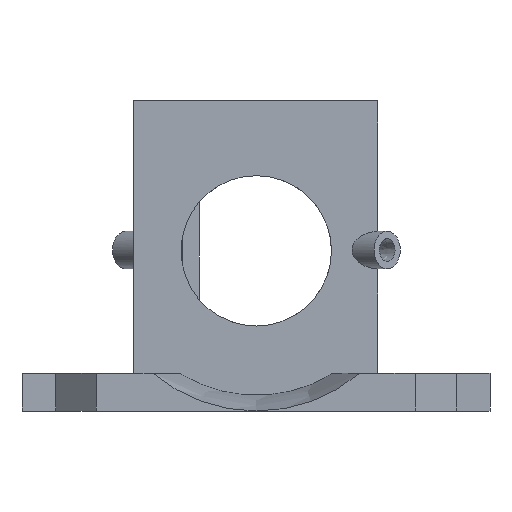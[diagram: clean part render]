
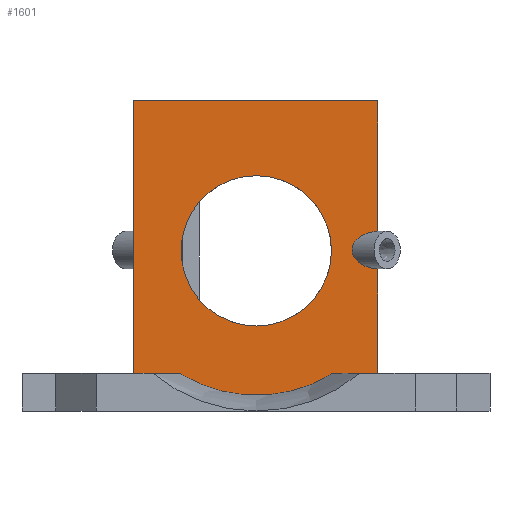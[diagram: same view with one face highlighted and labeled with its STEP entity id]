
A CAD part, front view. The second image highlights one B-rep face of the part: STEP entity #1601.
In plain terms, the highlighted planar face has unit normal (0, -1, 0).
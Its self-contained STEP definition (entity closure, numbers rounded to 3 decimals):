
#33=FACE_BOUND('',#180,.T.);
#63=CIRCLE('',#1715,15.38);
#64=CIRCLE('',#1718,8.);
#95=FACE_OUTER_BOUND('',#179,.T.);
#179=EDGE_LOOP('',(#1071,#1072,#1073,#1074,#1075,#1076,#1077,#1078,#1079,
#1080,#1081,#1082,#1083));
#180=EDGE_LOOP('',(#1084));
#275=LINE('',#2318,#448);
#278=LINE('',#2330,#451);
#281=LINE('',#2349,#454);
#282=LINE('',#2353,#455);
#283=LINE('',#2355,#456);
#284=LINE('',#2359,#457);
#285=LINE('',#2361,#458);
#286=LINE('',#2367,#459);
#287=LINE('',#2369,#460);
#288=LINE('',#2370,#461);
#448=VECTOR('',#1856,10.);
#451=VECTOR('',#1867,10.);
#454=VECTOR('',#1880,10.);
#455=VECTOR('',#1885,10.);
#456=VECTOR('',#1886,10.);
#457=VECTOR('',#1889,10.);
#458=VECTOR('',#1890,10.);
#459=VECTOR('',#1895,10.);
#460=VECTOR('',#1896,10.);
#461=VECTOR('',#1897,10.);
#619=ELLIPSE('',#1716,2.884,2.);
#620=ELLIPSE('',#1717,2.884,2.);
#649=VERTEX_POINT('',#2315);
#650=VERTEX_POINT('',#2317);
#654=VERTEX_POINT('',#2328);
#655=VERTEX_POINT('',#2329);
#661=VERTEX_POINT('',#2352);
#662=VERTEX_POINT('',#2354);
#663=VERTEX_POINT('',#2356);
#664=VERTEX_POINT('',#2358);
#665=VERTEX_POINT('',#2360);
#666=VERTEX_POINT('',#2362);
#667=VERTEX_POINT('',#2364);
#668=VERTEX_POINT('',#2366);
#669=VERTEX_POINT('',#2368);
#670=VERTEX_POINT('',#2371);
#807=EDGE_CURVE('',#650,#649,#275,.T.);
#812=EDGE_CURVE('',#654,#655,#278,.T.);
#821=EDGE_CURVE('',#649,#654,#281,.T.);
#823=EDGE_CURVE('',#661,#655,#282,.T.);
#824=EDGE_CURVE('',#662,#661,#283,.T.);
#825=EDGE_CURVE('',#663,#662,#63,.T.);
#826=EDGE_CURVE('',#664,#663,#284,.T.);
#827=EDGE_CURVE('',#664,#665,#285,.T.);
#828=EDGE_CURVE('',#665,#666,#619,.T.);
#829=EDGE_CURVE('',#666,#667,#620,.T.);
#830=EDGE_CURVE('',#667,#668,#286,.T.);
#831=EDGE_CURVE('',#669,#668,#287,.T.);
#832=EDGE_CURVE('',#650,#669,#288,.T.);
#833=EDGE_CURVE('',#670,#670,#64,.T.);
#1071=ORIENTED_EDGE('',*,*,#807,.T.);
#1072=ORIENTED_EDGE('',*,*,#821,.T.);
#1073=ORIENTED_EDGE('',*,*,#812,.T.);
#1074=ORIENTED_EDGE('',*,*,#823,.F.);
#1075=ORIENTED_EDGE('',*,*,#824,.F.);
#1076=ORIENTED_EDGE('',*,*,#825,.F.);
#1077=ORIENTED_EDGE('',*,*,#826,.F.);
#1078=ORIENTED_EDGE('',*,*,#827,.T.);
#1079=ORIENTED_EDGE('',*,*,#828,.T.);
#1080=ORIENTED_EDGE('',*,*,#829,.T.);
#1081=ORIENTED_EDGE('',*,*,#830,.T.);
#1082=ORIENTED_EDGE('',*,*,#831,.F.);
#1083=ORIENTED_EDGE('',*,*,#832,.F.);
#1084=ORIENTED_EDGE('',*,*,#833,.T.);
#1534=PLANE('',#1714);
#1601=ADVANCED_FACE('',(#95,#33),#1534,.T.);
#1714=AXIS2_PLACEMENT_3D('',#2351,#1883,#1884);
#1715=AXIS2_PLACEMENT_3D('',#2357,#1887,#1888);
#1716=AXIS2_PLACEMENT_3D('',#2363,#1891,#1892);
#1717=AXIS2_PLACEMENT_3D('',#2365,#1893,#1894);
#1718=AXIS2_PLACEMENT_3D('',#2372,#1898,#1899);
#1856=DIRECTION('',(0.99,0.,-0.139));
#1867=DIRECTION('',(-0.967,0.,-0.256));
#1880=DIRECTION('',(0.,0.,-1.));
#1883=DIRECTION('center_axis',(0.,-1.,0.));
#1884=DIRECTION('ref_axis',(1.,0.,0.));
#1885=DIRECTION('',(0.,0.,1.));
#1886=DIRECTION('',(-1.,0.,0.));
#1887=DIRECTION('center_axis',(0.,1.,0.));
#1888=DIRECTION('ref_axis',(1.,0.,0.));
#1889=DIRECTION('',(-1.,0.,0.));
#1890=DIRECTION('',(0.,0.,1.));
#1891=DIRECTION('center_axis',(0.,1.,0.));
#1892=DIRECTION('ref_axis',(1.,0.,0.));
#1893=DIRECTION('center_axis',(0.,1.,0.));
#1894=DIRECTION('ref_axis',(1.,0.,0.));
#1895=DIRECTION('',(0.,0.,1.));
#1896=DIRECTION('',(1.,0.,0.));
#1897=DIRECTION('',(0.,0.,1.));
#1898=DIRECTION('center_axis',(0.,1.,0.));
#1899=DIRECTION('ref_axis',(1.,0.,0.));
#2315=CARTESIAN_POINT('',(-33.946,7.909,22.356));
#2317=CARTESIAN_POINT('',(-33.951,7.909,22.356));
#2318=CARTESIAN_POINT('',(-39.235,7.909,23.099));
#2328=CARTESIAN_POINT('',(-33.946,7.909,17.902));
#2329=CARTESIAN_POINT('',(-33.951,7.909,17.901));
#2330=CARTESIAN_POINT('',(-33.94,7.909,17.904));
#2349=CARTESIAN_POINT('',(-33.946,7.909,14.756));
#2351=CARTESIAN_POINT('Origin',(-33.951,7.909,13.));
#2352=CARTESIAN_POINT('',(-33.951,7.909,13.));
#2353=CARTESIAN_POINT('',(-33.951,7.909,13.));
#2354=CARTESIAN_POINT('',(-29.041,7.909,13.));
#2355=CARTESIAN_POINT('',(-15.905,7.909,13.));
#2356=CARTESIAN_POINT('',(-12.761,7.909,13.));
#2357=CARTESIAN_POINT('Origin',(-20.901,7.909,26.05));
#2358=CARTESIAN_POINT('',(-7.951,7.909,13.));
#2359=CARTESIAN_POINT('',(-15.905,7.909,13.));
#2360=CARTESIAN_POINT('',(-7.951,7.909,24.132));
#2361=CARTESIAN_POINT('',(-7.951,7.909,13.));
#2362=CARTESIAN_POINT('',(-10.706,7.909,26.13));
#2363=CARTESIAN_POINT('Origin',(-7.823,7.909,26.13));
#2364=CARTESIAN_POINT('',(-7.951,7.909,28.128));
#2365=CARTESIAN_POINT('Origin',(-7.823,7.909,26.13));
#2366=CARTESIAN_POINT('',(-7.951,7.909,42.));
#2367=CARTESIAN_POINT('',(-7.951,7.909,13.));
#2368=CARTESIAN_POINT('',(-33.951,7.909,42.));
#2369=CARTESIAN_POINT('',(-33.951,7.909,42.));
#2370=CARTESIAN_POINT('',(-33.951,7.909,13.));
#2371=CARTESIAN_POINT('',(-28.901,7.909,26.05));
#2372=CARTESIAN_POINT('Origin',(-20.901,7.909,26.05));
